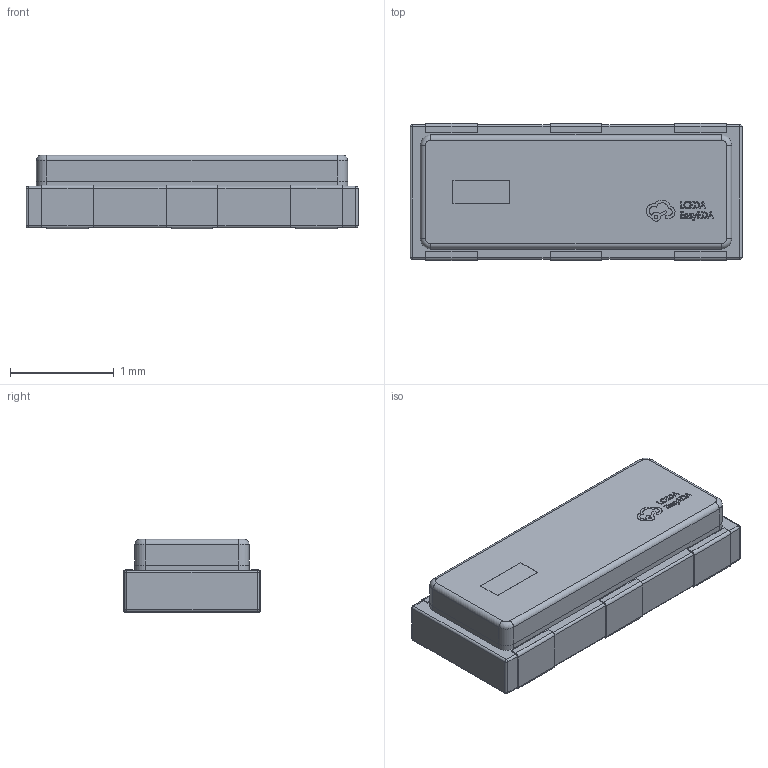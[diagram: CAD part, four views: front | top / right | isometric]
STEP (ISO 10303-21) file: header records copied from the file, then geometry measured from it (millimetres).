
FILE_DESCRIPTION (( 'STEP AP214' ), '1' );
FILE_NAME ('OSC-SMD_3P-L3.2-W1.3-P1.20.step', '2022-07-07T03:14:39', ( '' ), ( '' ), 'SwSTEP 2.0', 'SolidWorks 2020', '' );
FILE_SCHEMA (( 'AUTOMOTIVE_DESIGN' ));
Length unit declared in the file: millimetre
Products named in the file (1): OSC-SMD_3P-L3.2-W1.3-P1.20
Bounding box: 3.2 x 1.32 x 0.71 mm (x, y, z)
Volume: 2.7 mm3; surface area: 21.2 mm2
Topology: 2 solids, 2 shells, 425 faces, 1167 edges, 742 vertices
Faces by surface type: plane 253, bspline 112, cylinder 48, sphere 8, torus 4
Entity records: 19065 total; most frequent: CARTESIAN_POINT 4467, ORIENTED_EDGE 2318, DIRECTION 1659, EDGE_CURVE 1159, LINE 807, VECTOR 807, VERTEX_POINT 742, EDGE_LOOP 453
